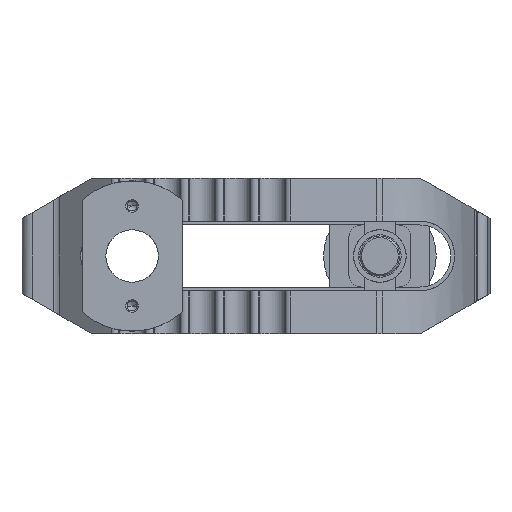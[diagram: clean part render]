
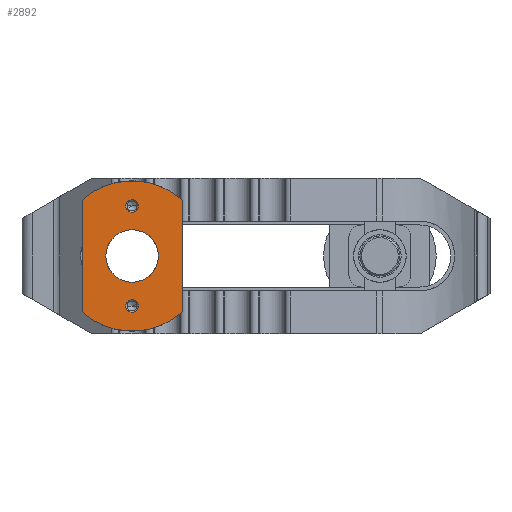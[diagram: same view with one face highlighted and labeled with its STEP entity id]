
A CAD part, front view. The second image highlights one B-rep face of the part: STEP entity #2892.
In plain terms, the highlighted planar face has unit normal (0, -1, 0).
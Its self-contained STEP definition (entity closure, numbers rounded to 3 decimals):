
#1836=EDGE_CURVE('',#4540,#4728,#5102,.T.);
#1980=VERTEX_POINT('',#5259);
#1998=EDGE_CURVE('',#1980,#4772,#5277,.T.);
#2156=VERTEX_POINT('',#5452);
#2526=VERTEX_POINT('',#5855);
#2892=ADVANCED_FACE('',(#6260,#6261,#6262,#6263),#6264,.T.);
#2902=VERTEX_POINT('',#6274);
#2926=EDGE_CURVE('',#4772,#1980,#6299,.T.);
#3290=EDGE_CURVE('',#2526,#4132,#6700,.T.);
#3352=VERTEX_POINT('',#6766);
#3514=EDGE_CURVE('',#2156,#2902,#6937,.T.);
#3840=EDGE_CURVE('',#2902,#2156,#7297,.T.);
#3970=EDGE_CURVE('',#3352,#4306,#7440,.T.);
#4132=VERTEX_POINT('',#7622);
#4196=EDGE_CURVE('',#3352,#4540,#7691,.T.);
#4306=VERTEX_POINT('',#7809);
#4540=VERTEX_POINT('',#8066);
#4564=EDGE_CURVE('',#4132,#2526,#8091,.T.);
#4728=VERTEX_POINT('',#8276);
#4768=EDGE_CURVE('',#4728,#4306,#8320,.T.);
#4772=VERTEX_POINT('',#8325);
#5102=LINE('',#8771,#8772);
#5259=CARTESIAN_POINT('',(-2.5,0.0,-20.0));
#5277=CIRCLE('',#9027,2.5);
#5452=CARTESIAN_POINT('',(-2.5,0.,20.0));
#5855=CARTESIAN_POINT('',(-10.5,0.,0.));
#6260=FACE_BOUND('',#10511,.T.);
#6261=FACE_BOUND('',#10512,.T.);
#6262=FACE_BOUND('',#10513,.T.);
#6263=FACE_OUTER_BOUND('',#10514,.T.);
#6264=PLANE('',#10515);
#6274=CARTESIAN_POINT('',(2.5,0.0,20.0));
#6299=CIRCLE('',#10567,2.5);
#6700=CIRCLE('',#11199,10.5);
#6766=CARTESIAN_POINT('',(-20.0,0.,22.361));
#6937=CIRCLE('',#11622,2.5);
#7297=CIRCLE('',#12186,2.5);
#7440=LINE('',#12412,#12413);
#7622=CARTESIAN_POINT('',(10.5,0.0,0.));
#7691=CIRCLE('',#12782,30.0);
#7809=CARTESIAN_POINT('',(-20.0,0.,-22.361));
#8066=CARTESIAN_POINT('',(20.0,0.0,22.361));
#8091=CIRCLE('',#13405,10.5);
#8276=CARTESIAN_POINT('',(20.0,0.0,-22.361));
#8320=CIRCLE('',#13693,30.0);
#8325=CARTESIAN_POINT('',(2.5,0.,-20.0));
#8771=CARTESIAN_POINT('',(20.0,0.,31.0));
#8772=VECTOR('',#14004,1.0);
#9027=AXIS2_PLACEMENT_3D('',#14191,#14192,#14193);
#10511=EDGE_LOOP('',(#15315,#15316));
#10512=EDGE_LOOP('',(#15317,#15318));
#10513=EDGE_LOOP('',(#15319,#15320));
#10514=EDGE_LOOP('',(#15321,#15322,#15323,#15324));
#10515=AXIS2_PLACEMENT_3D('',#15325,#15326,#15327);
#10567=AXIS2_PLACEMENT_3D('',#15349,#15350,#15351);
#11199=AXIS2_PLACEMENT_3D('',#15827,#15828,#15829);
#11622=AXIS2_PLACEMENT_3D('',#16038,#16039,#16040);
#12186=AXIS2_PLACEMENT_3D('',#16551,#16552,#16553);
#12412=CARTESIAN_POINT('',(-20.0,0.,31.0));
#12413=VECTOR('',#16711,1.0);
#12782=AXIS2_PLACEMENT_3D('',#17045,#17046,#17047);
#13405=AXIS2_PLACEMENT_3D('',#17481,#17482,#17483);
#13693=AXIS2_PLACEMENT_3D('',#17746,#17747,#17748);
#14004=DIRECTION('',(0.0,0.,-1.0));
#14191=CARTESIAN_POINT('',(0.0,0.0,-20.0));
#14192=DIRECTION('',(0.,1.0,0.));
#14193=DIRECTION('',(-1.0,0.,0.));
#15315=ORIENTED_EDGE('',*,*,#1998,.T.);
#15316=ORIENTED_EDGE('',*,*,#2926,.T.);
#15317=ORIENTED_EDGE('',*,*,#3840,.T.);
#15318=ORIENTED_EDGE('',*,*,#3514,.T.);
#15319=ORIENTED_EDGE('',*,*,#4564,.T.);
#15320=ORIENTED_EDGE('',*,*,#3290,.T.);
#15321=ORIENTED_EDGE('',*,*,#4196,.F.);
#15322=ORIENTED_EDGE('',*,*,#3970,.T.);
#15323=ORIENTED_EDGE('',*,*,#4768,.F.);
#15324=ORIENTED_EDGE('',*,*,#1836,.F.);
#15325=CARTESIAN_POINT('',(-20.0,0.,31.0));
#15326=DIRECTION('',(0.,-1.0,0.));
#15327=DIRECTION('',(-1.0,0.,0.));
#15349=CARTESIAN_POINT('',(0.0,0.0,-20.0));
#15350=DIRECTION('',(0.,1.0,0.));
#15351=DIRECTION('',(-1.0,0.,0.));
#15827=CARTESIAN_POINT('',(0.0,0.0,0.0));
#15828=DIRECTION('',(0.,1.0,0.));
#15829=DIRECTION('',(-1.0,0.,0.));
#16038=CARTESIAN_POINT('',(0.0,0.0,20.0));
#16039=DIRECTION('',(0.,1.0,0.));
#16040=DIRECTION('',(1.0,0.,0.));
#16551=CARTESIAN_POINT('',(0.0,0.0,20.0));
#16552=DIRECTION('',(0.,1.0,0.));
#16553=DIRECTION('',(1.0,0.,0.));
#16711=DIRECTION('',(0.0,0.,-1.0));
#17045=CARTESIAN_POINT('',(0.0,0.0,0.0));
#17046=DIRECTION('',(0.,1.0,0.));
#17047=DIRECTION('',(-1.0,0.,0.));
#17481=CARTESIAN_POINT('',(0.0,0.0,0.0));
#17482=DIRECTION('',(0.,1.0,0.));
#17483=DIRECTION('',(-1.0,0.,0.));
#17746=CARTESIAN_POINT('',(0.0,0.0,0.0));
#17747=DIRECTION('',(0.,1.0,0.));
#17748=DIRECTION('',(-1.0,0.,0.));
